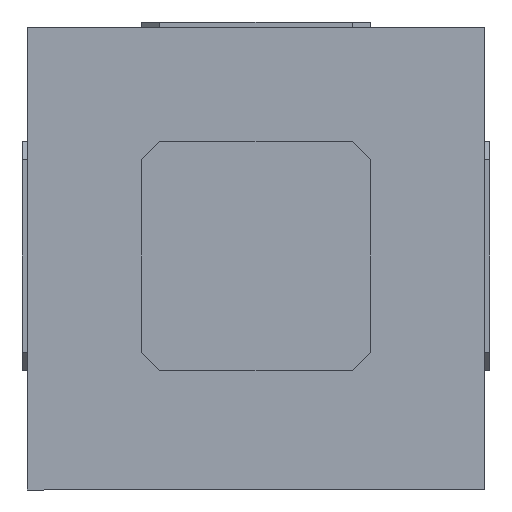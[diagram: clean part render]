
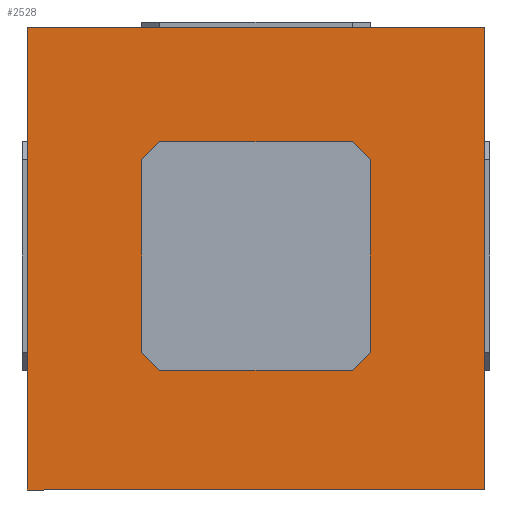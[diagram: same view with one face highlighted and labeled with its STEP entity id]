
A CAD part, front view. The second image highlights one B-rep face of the part: STEP entity #2528.
In plain terms, the highlighted planar face has unit normal (0, -1, 0).
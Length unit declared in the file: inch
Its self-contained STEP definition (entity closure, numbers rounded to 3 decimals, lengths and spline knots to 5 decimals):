
#5 = CARTESIAN_POINT ( 'NONE',  ( 0.44, -0.855, -0.37 ) ) ;
#15 = CARTESIAN_POINT ( 'NONE',  ( 0.37, -0.855, -0.44 ) ) ;
#43 = VECTOR ( 'NONE', #707, 39.37008 ) ;
#110 = DIRECTION ( 'NONE',  ( -0.707, 0., -0.707 ) ) ;
#113 = CARTESIAN_POINT ( 'NONE',  ( 0.37, -0.855, -0.44 ) ) ;
#114 = EDGE_CURVE ( 'NONE', #828, #548, #2921, .T. ) ;
#149 = VERTEX_POINT ( 'NONE', #764 ) ;
#213 = VERTEX_POINT ( 'NONE', #780 ) ;
#364 = CARTESIAN_POINT ( 'NONE',  ( 0.44, -0.855, -0.37 ) ) ;
#370 = LINE ( 'NONE', #1409, #1628 ) ;
#411 = VERTEX_POINT ( 'NONE', #1698 ) ;
#424 = CARTESIAN_POINT ( 'NONE',  ( 0., -0.855, 0. ) ) ;
#470 = LINE ( 'NONE', #1519, #3278 ) ;
#489 = AXIS2_PLACEMENT_3D ( 'NONE', #424, #1459, #2252 ) ;
#516 = DIRECTION ( 'NONE',  ( 1., 0., 0. ) ) ;
#548 = VERTEX_POINT ( 'NONE', #15 ) ;
#578 = ORIENTED_EDGE ( 'NONE', *, *, #3053, .F. ) ;
#595 = VECTOR ( 'NONE', #1418, 39.37008 ) ;
#684 = FACE_BOUND ( 'NONE', #2266, .T. ) ;
#693 = CARTESIAN_POINT ( 'NONE',  ( 0.88, -0.855, 0.88 ) ) ;
#707 = DIRECTION ( 'NONE',  ( 0., 0., -1. ) ) ;
#714 = CARTESIAN_POINT ( 'NONE',  ( 0.37, -0.855, 0.44 ) ) ;
#764 = CARTESIAN_POINT ( 'NONE',  ( -0.88, -0.855, -0.9 ) ) ;
#780 = CARTESIAN_POINT ( 'NONE',  ( -0.88, -0.855, 0.88 ) ) ;
#828 = VERTEX_POINT ( 'NONE', #990 ) ;
#831 = ORIENTED_EDGE ( 'NONE', *, *, #1495, .F. ) ;
#969 = CARTESIAN_POINT ( 'NONE',  ( -0.44, -0.855, -0.37 ) ) ;
#990 = CARTESIAN_POINT ( 'NONE',  ( -0.37, -0.855, -0.44 ) ) ;
#1031 = VECTOR ( 'NONE', #1986, 39.37008 ) ;
#1034 = VECTOR ( 'NONE', #3263, 39.37008 ) ;
#1088 = VECTOR ( 'NONE', #1608, 39.37008 ) ;
#1131 = LINE ( 'NONE', #1367, #1088 ) ;
#1161 = ORIENTED_EDGE ( 'NONE', *, *, #2607, .F. ) ;
#1169 = EDGE_CURVE ( 'NONE', #1655, #1756, #3208, .T. ) ;
#1196 = CARTESIAN_POINT ( 'NONE',  ( -0.44, -0.855, 0.37 ) ) ;
#1269 = EDGE_CURVE ( 'NONE', #2876, #1667, #1770, .T. ) ;
#1278 = ORIENTED_EDGE ( 'NONE', *, *, #2121, .F. ) ;
#1367 = CARTESIAN_POINT ( 'NONE',  ( 0., -0.855, 0.88 ) ) ;
#1409 = CARTESIAN_POINT ( 'NONE',  ( -0.44, -0.855, 0.37 ) ) ;
#1418 = DIRECTION ( 'NONE',  ( 0.707, 0., 0.707 ) ) ;
#1451 = CARTESIAN_POINT ( 'NONE',  ( 0.37, -0.855, 0.44 ) ) ;
#1459 = DIRECTION ( 'NONE',  ( 0., -1., 0. ) ) ;
#1478 = DIRECTION ( 'NONE',  ( -1., 0., 0. ) ) ;
#1495 = EDGE_CURVE ( 'NONE', #213, #1655, #1131, .T. ) ;
#1519 = CARTESIAN_POINT ( 'NONE',  ( 0.9, -0.855, -0.9 ) ) ;
#1591 = CARTESIAN_POINT ( 'NONE',  ( -0.37, -0.855, 0.44 ) ) ;
#1608 = DIRECTION ( 'NONE',  ( 1., 0., 0. ) ) ;
#1611 = DIRECTION ( 'NONE',  ( 0., 0., -1. ) ) ;
#1614 = EDGE_LOOP ( 'NONE', ( #2742, #2484, #831, #578 ) ) ;
#1628 = VECTOR ( 'NONE', #110, 39.37008 ) ;
#1648 = VECTOR ( 'NONE', #2599, 39.37008 ) ;
#1651 = PLANE ( 'NONE',  #489 ) ;
#1655 = VERTEX_POINT ( 'NONE', #693 ) ;
#1658 = EDGE_CURVE ( 'NONE', #3376, #411, #3019, .T. ) ;
#1667 = VERTEX_POINT ( 'NONE', #1451 ) ;
#1698 = CARTESIAN_POINT ( 'NONE',  ( -0.44, -0.855, -0.37 ) ) ;
#1741 = VECTOR ( 'NONE', #2345, 39.37008 ) ;
#1753 = EDGE_CURVE ( 'NONE', #149, #1756, #470, .T. ) ;
#1756 = VERTEX_POINT ( 'NONE', #3114 ) ;
#1770 = LINE ( 'NONE', #714, #1034 ) ;
#1776 = ORIENTED_EDGE ( 'NONE', *, *, #2562, .F. ) ;
#1820 = CARTESIAN_POINT ( 'NONE',  ( -0.37, -0.855, -0.44 ) ) ;
#1986 = DIRECTION ( 'NONE',  ( 0.707, 0., -0.707 ) ) ;
#2054 = EDGE_CURVE ( 'NONE', #411, #828, #3305, .T. ) ;
#2086 = CARTESIAN_POINT ( 'NONE',  ( -0.88, -0.855, 0. ) ) ;
#2121 = EDGE_CURVE ( 'NONE', #548, #2323, #3015, .T. ) ;
#2156 = LINE ( 'NONE', #364, #3385 ) ;
#2224 = CARTESIAN_POINT ( 'NONE',  ( 0.44, -0.855, 0.37 ) ) ;
#2252 = DIRECTION ( 'NONE',  ( 0., 0., 1. ) ) ;
#2266 = EDGE_LOOP ( 'NONE', ( #2721, #3347, #1776, #1161, #3246, #3142, #1278, #2510 ) ) ;
#2323 = VERTEX_POINT ( 'NONE', #5 ) ;
#2341 = VECTOR ( 'NONE', #1478, 39.37008 ) ;
#2345 = DIRECTION ( 'NONE',  ( 0., 0., 1. ) ) ;
#2484 = ORIENTED_EDGE ( 'NONE', *, *, #1169, .F. ) ;
#2510 = ORIENTED_EDGE ( 'NONE', *, *, #114, .F. ) ;
#2528 = ADVANCED_FACE ( 'NONE', ( #684, #2770 ), #1651, .T. ) ;
#2547 = LINE ( 'NONE', #3349, #2341 ) ;
#2559 = VECTOR ( 'NONE', #1611, 39.37008 ) ;
#2562 = EDGE_CURVE ( 'NONE', #2713, #3376, #370, .T. ) ;
#2599 = DIRECTION ( 'NONE',  ( 1., 0., 0. ) ) ;
#2607 = EDGE_CURVE ( 'NONE', #1667, #2713, #2547, .T. ) ;
#2713 = VERTEX_POINT ( 'NONE', #1591 ) ;
#2721 = ORIENTED_EDGE ( 'NONE', *, *, #2054, .F. ) ;
#2734 = CARTESIAN_POINT ( 'NONE',  ( 0.88, -0.855, 0. ) ) ;
#2742 = ORIENTED_EDGE ( 'NONE', *, *, #1753, .T. ) ;
#2770 = FACE_OUTER_BOUND ( 'NONE', #1614, .T. ) ;
#2781 = EDGE_CURVE ( 'NONE', #2323, #2876, #2156, .T. ) ;
#2846 = LINE ( 'NONE', #2086, #1741 ) ;
#2876 = VERTEX_POINT ( 'NONE', #2224 ) ;
#2921 = LINE ( 'NONE', #1820, #1648 ) ;
#2984 = DIRECTION ( 'NONE',  ( 0., 0., 1. ) ) ;
#3015 = LINE ( 'NONE', #113, #595 ) ;
#3019 = LINE ( 'NONE', #969, #43 ) ;
#3053 = EDGE_CURVE ( 'NONE', #149, #213, #2846, .T. ) ;
#3114 = CARTESIAN_POINT ( 'NONE',  ( 0.88, -0.855, -0.9 ) ) ;
#3142 = ORIENTED_EDGE ( 'NONE', *, *, #2781, .F. ) ;
#3208 = LINE ( 'NONE', #2734, #2559 ) ;
#3236 = CARTESIAN_POINT ( 'NONE',  ( -0.44, -0.855, -0.37 ) ) ;
#3246 = ORIENTED_EDGE ( 'NONE', *, *, #1269, .F. ) ;
#3263 = DIRECTION ( 'NONE',  ( -0.707, 0., 0.707 ) ) ;
#3278 = VECTOR ( 'NONE', #516, 39.37008 ) ;
#3305 = LINE ( 'NONE', #3236, #1031 ) ;
#3347 = ORIENTED_EDGE ( 'NONE', *, *, #1658, .F. ) ;
#3349 = CARTESIAN_POINT ( 'NONE',  ( -0.37, -0.855, 0.44 ) ) ;
#3376 = VERTEX_POINT ( 'NONE', #1196 ) ;
#3385 = VECTOR ( 'NONE', #2984, 39.37008 ) ;
